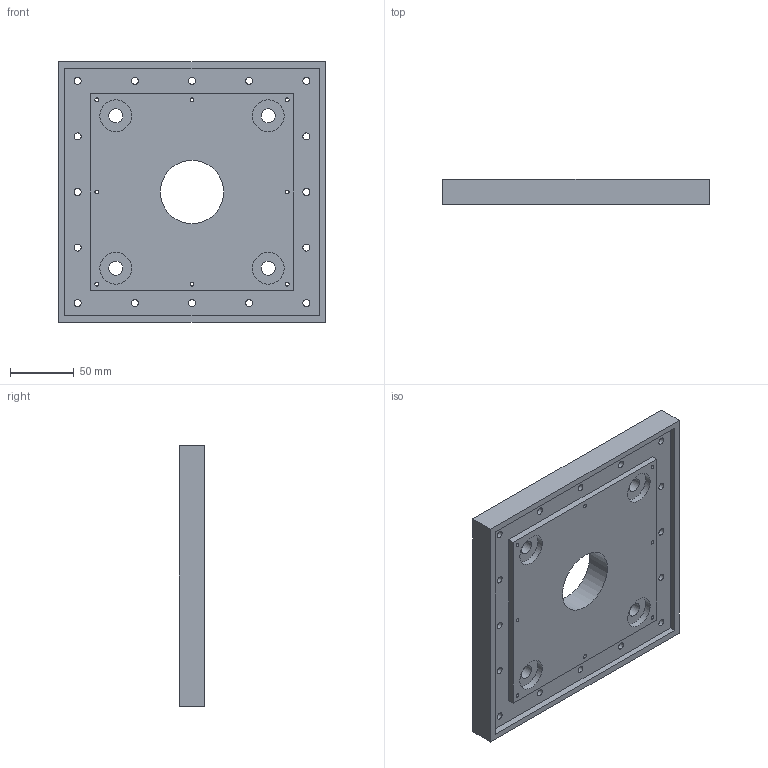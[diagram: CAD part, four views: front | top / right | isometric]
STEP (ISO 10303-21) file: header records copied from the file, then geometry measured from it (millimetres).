
FILE_DESCRIPTION(('FreeCAD Model'),'2;1');
FILE_NAME('Open CASCADE Shape Model','2025-02-27T20:44:42',(''),(''), 'Open CASCADE STEP processor 7.8','FreeCAD','Unknown');
FILE_SCHEMA(('AUTOMOTIVE_DESIGN { 1 0 10303 214 1 1 1 1 }'));
Length unit declared in the file: millimetre
Products named in the file (1): MoldTop
Bounding box: 210 x 20 x 205 mm (x, y, z)
Volume: 725188.9 mm3; surface area: 117559.7 mm2
Topology: 1 solids, 1 shells, 85 faces, 183 edges, 122 vertices
Faces by surface type: cylinder 49, plane 36
Full cylindrical faces by diameter (mm): 3 x8, 5.5 x16, 9 x16, 11 x4, 25 x4, 50 x1
Entity records: 4946 total; most frequent: CARTESIAN_POINT 901, DIRECTION 795, ORIENTED_EDGE 366, PCURVE 366, DEFINITIONAL_REPRESENTATION 366, LINE 353, VECTOR 353, AXIS2_PLACEMENT_3D 184
